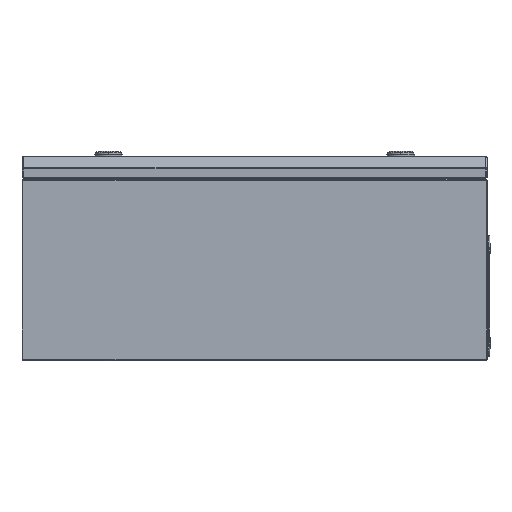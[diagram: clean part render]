
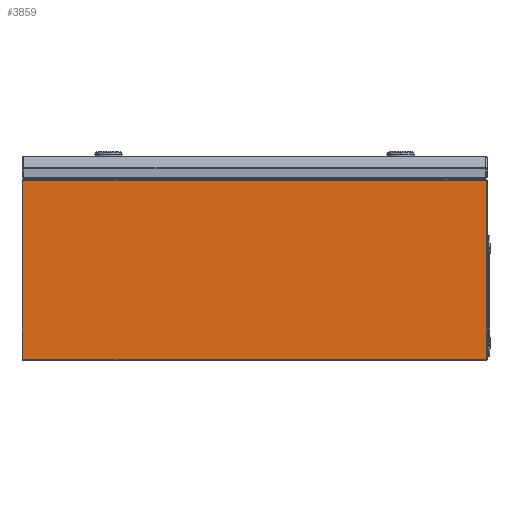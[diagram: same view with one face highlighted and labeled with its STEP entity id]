
A CAD part, left-side view. The second image highlights one B-rep face of the part: STEP entity #3859.
In plain terms, the highlighted planar face has unit normal (-1, 0, 0).
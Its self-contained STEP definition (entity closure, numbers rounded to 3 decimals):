
#1669 = DIRECTION ( 'NONE',  ( 0., 0., -1. ) ) ;
#3347 = LINE ( 'NONE', #26962, #7885 ) ;
#3387 = DIRECTION ( 'NONE',  ( 0., 0., 1. ) ) ;
#3848 = EDGE_CURVE ( 'NONE', #17372, #19091, #10356, .T. ) ;
#3859 = ADVANCED_FACE ( 'NONE', ( #18966 ), #20083, .F. ) ;
#5884 = DIRECTION ( 'NONE',  ( 0., 1., 0. ) ) ;
#5969 = DIRECTION ( 'NONE',  ( 0., 1., 0. ) ) ;
#6487 = VERTEX_POINT ( 'NONE', #18852 ) ;
#6873 = CARTESIAN_POINT ( 'NONE',  ( -256.583, -408.944, 1. ) ) ;
#7135 = VECTOR ( 'NONE', #5969, 1000. ) ;
#7885 = VECTOR ( 'NONE', #5884, 1000. ) ;
#9850 = AXIS2_PLACEMENT_3D ( 'NONE', #11333, #19675, #10926 ) ;
#10163 = LINE ( 'NONE', #21051, #13339 ) ;
#10356 = LINE ( 'NONE', #16720, #7135 ) ;
#10450 = EDGE_CURVE ( 'NONE', #17372, #26420, #25156, .T. ) ;
#10926 = DIRECTION ( 'NONE',  ( 0., 0., -1. ) ) ;
#11333 = CARTESIAN_POINT ( 'NONE',  ( -256.583, 89.056, 192.7 ) ) ;
#11678 = ORIENTED_EDGE ( 'NONE', *, *, #3848, .F. ) ;
#12082 = ORIENTED_EDGE ( 'NONE', *, *, #25806, .T. ) ;
#13339 = VECTOR ( 'NONE', #1669, 1000. ) ;
#16720 = CARTESIAN_POINT ( 'NONE',  ( -256.583, 89.056, 1. ) ) ;
#17372 = VERTEX_POINT ( 'NONE', #6873 ) ;
#17937 = VECTOR ( 'NONE', #3387, 1000. ) ;
#18254 = EDGE_CURVE ( 'NONE', #6487, #19091, #10163, .T. ) ;
#18852 = CARTESIAN_POINT ( 'NONE',  ( -256.583, 89.056, 192.7 ) ) ;
#18966 = FACE_OUTER_BOUND ( 'NONE', #20102, .T. ) ;
#19058 = ORIENTED_EDGE ( 'NONE', *, *, #10450, .T. ) ;
#19091 = VERTEX_POINT ( 'NONE', #19606 ) ;
#19606 = CARTESIAN_POINT ( 'NONE',  ( -256.583, 89.056, 1. ) ) ;
#19675 = DIRECTION ( 'NONE',  ( 1., 0., 0. ) ) ;
#20083 = PLANE ( 'NONE',  #9850 ) ;
#20102 = EDGE_LOOP ( 'NONE', ( #11678, #19058, #12082, #22568 ) ) ;
#21051 = CARTESIAN_POINT ( 'NONE',  ( -256.583, 89.056, 192.7 ) ) ;
#21557 = CARTESIAN_POINT ( 'NONE',  ( -256.583, -408.944, 192.7 ) ) ;
#22568 = ORIENTED_EDGE ( 'NONE', *, *, #18254, .T. ) ;
#25156 = LINE ( 'NONE', #26871, #17937 ) ;
#25806 = EDGE_CURVE ( 'NONE', #26420, #6487, #3347, .T. ) ;
#26420 = VERTEX_POINT ( 'NONE', #21557 ) ;
#26871 = CARTESIAN_POINT ( 'NONE',  ( -256.583, -408.944, 192.7 ) ) ;
#26962 = CARTESIAN_POINT ( 'NONE',  ( -256.583, 89.056, 192.7 ) ) ;
